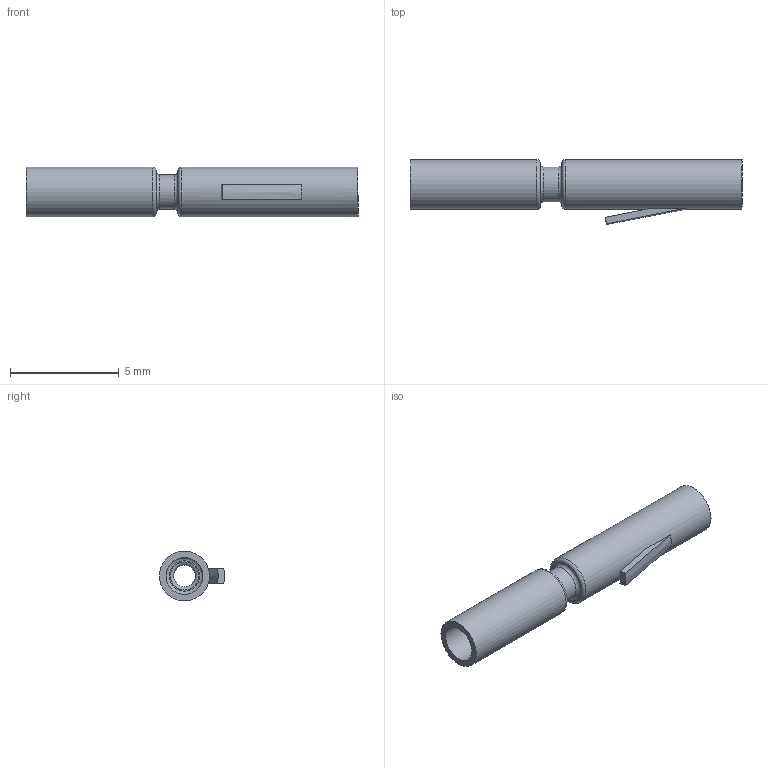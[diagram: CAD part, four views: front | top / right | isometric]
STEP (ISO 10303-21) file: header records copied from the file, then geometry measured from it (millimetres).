
FILE_DESCRIPTION(/* description */ (''),/* implementation_level */ '2;1');
FILE_NAME(/* name */ 'N_02_015_0047_Dummy.stp',/* time_stamp */ '2016-02-22T09:44:37+01:00',/* author */ (''),/* organization */ (''),/* preprocessor_version */ 'ST-DEVELOPER v15',/* originating_system */ 'SIEMENS PLM Software NX 9.0',/* authorisation */ '');
FILE_SCHEMA (('CONFIG_CONTROL_DESIGN'));
Length unit declared in the file: millimetre
Products named in the file (1): n 02 015 0047 dummynxm001-01
Bounding box: 15.3 x 3 x 2.3 mm (x, y, z)
Volume: 29.5 mm3; surface area: 199.5 mm2
Topology: 1 solids, 1 shells, 26 faces, 52 edges, 32 vertices
Faces by surface type: plane 8, bspline 8, cylinder 6, cone 4
Full cylindrical faces by diameter (mm): 1 x1, 1.6 x1, 1.7 x2, 2.3 x2
Entity records: 836 total; most frequent: CARTESIAN_POINT 295, DIRECTION 94, ORIENTED_EDGE 70, EDGE_LOOP 48, AXIS2_PLACEMENT_3D 46, FACE_BOUND 43, EDGE_CURVE 35, VERTEX_POINT 31
